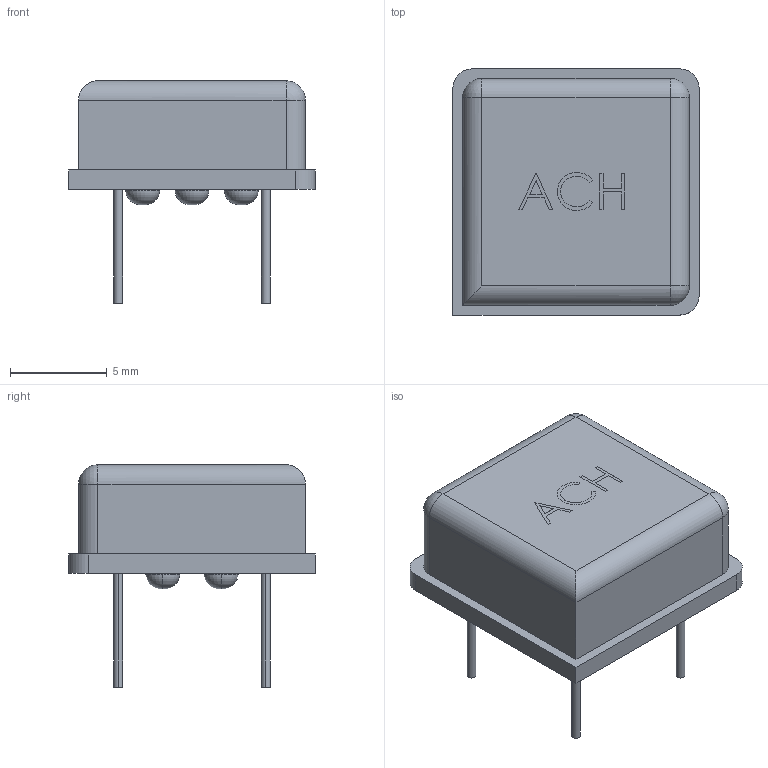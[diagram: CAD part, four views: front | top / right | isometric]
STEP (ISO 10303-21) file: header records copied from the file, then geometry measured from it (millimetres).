
FILE_DESCRIPTION (( 'STEP AP214' ), '1' );
FILE_NAME ('ACH.STEP', '2013-08-13T13:35:02', ( '' ), ( '' ), 'SwSTEP 2.0', 'SolidWorks 2012', '' );
FILE_SCHEMA (( 'AUTOMOTIVE_DESIGN' ));
Length unit declared in the file: millimetre
Products named in the file (1): ACH
Bounding box: 12.7 x 12.7 x 11.47 mm (x, y, z)
Volume: 785.9 mm3; surface area: 601.1 mm2
Topology: 1 solids, 1 shells, 89 faces, 212 edges, 134 vertices
Faces by surface type: plane 47, cylinder 24, bspline 9, torus 6, sphere 3
Entity records: 3520 total; most frequent: CARTESIAN_POINT 1045, ORIENTED_EDGE 418, DIRECTION 410, EDGE_CURVE 209, AXIS2_PLACEMENT_3D 139, VERTEX_POINT 134, LINE 132, VECTOR 132
